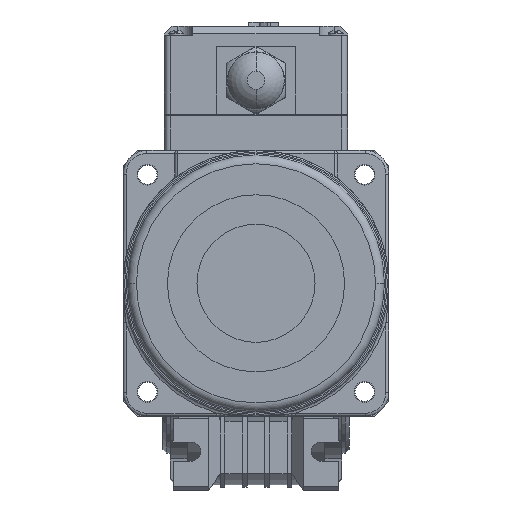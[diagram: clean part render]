
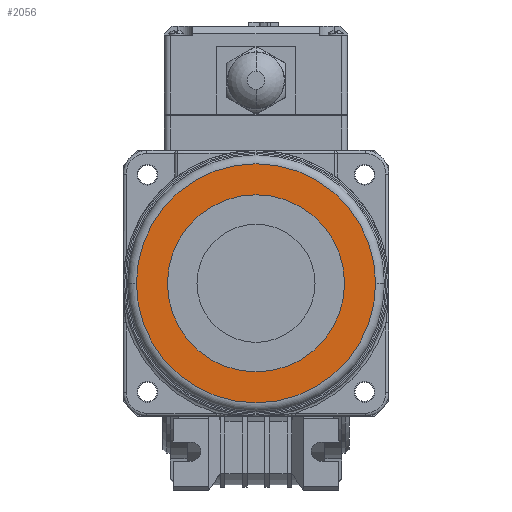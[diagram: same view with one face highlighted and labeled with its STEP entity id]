
A CAD part, front view. The second image highlights one B-rep face of the part: STEP entity #2056.
In plain terms, the highlighted planar face has unit normal (0, -1, 0).
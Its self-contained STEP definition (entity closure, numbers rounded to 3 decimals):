
#961=CIRCLE('',#15693,40.5);
#962=CIRCLE('',#15695,40.5);
#963=CIRCLE('',#15696,30.);
#964=CIRCLE('',#15697,30.);
#1147=FACE_BOUND('',#4127,.T.);
#1148=FACE_BOUND('',#4128,.T.);
#2056=ADVANCED_FACE('',(#1147,#1148),#2554,.F.);
#2554=PLANE('',#15698);
#4127=EDGE_LOOP('',(#10734,#10735));
#4128=EDGE_LOOP('',(#10736,#10737));
#10734=ORIENTED_EDGE('',*,*,#14145,.T.);
#10735=ORIENTED_EDGE('',*,*,#14144,.T.);
#10736=ORIENTED_EDGE('',*,*,#14146,.T.);
#10737=ORIENTED_EDGE('',*,*,#14147,.T.);
#12109=VERTEX_POINT('',#25464);
#12110=VERTEX_POINT('',#25466);
#12111=VERTEX_POINT('',#25471);
#12112=VERTEX_POINT('',#25472);
#14144=EDGE_CURVE('',#12109,#12110,#961,.T.);
#14145=EDGE_CURVE('',#12110,#12109,#962,.T.);
#14146=EDGE_CURVE('',#12111,#12112,#963,.T.);
#14147=EDGE_CURVE('',#12112,#12111,#964,.T.);
#15693=AXIS2_PLACEMENT_3D('',#25467,#19631,#19632);
#15695=AXIS2_PLACEMENT_3D('',#25469,#19635,#19636);
#15696=AXIS2_PLACEMENT_3D('',#25470,#19637,#19638);
#15697=AXIS2_PLACEMENT_3D('',#25473,#19639,#19640);
#15698=AXIS2_PLACEMENT_3D('',#25474,#19641,#19642);
#19631=DIRECTION('',(0.,-1.,0.));
#19632=DIRECTION('',(1.,0.,0.));
#19635=DIRECTION('',(0.,-1.,0.));
#19636=DIRECTION('',(-1.,0.,0.));
#19637=DIRECTION('',(0.,1.,0.));
#19638=DIRECTION('',(-1.,0.,0.));
#19639=DIRECTION('',(0.,1.,0.));
#19640=DIRECTION('',(1.,0.,0.));
#19641=DIRECTION('',(0.,1.,0.));
#19642=DIRECTION('',(-1.,0.,0.));
#25464=CARTESIAN_POINT('',(86.5,0.,-45.));
#25466=CARTESIAN_POINT('',(5.5,0.,-45.));
#25467=CARTESIAN_POINT('',(46.,0.,-45.));
#25469=CARTESIAN_POINT('',(46.,0.,-45.));
#25470=CARTESIAN_POINT('',(46.,0.,-45.));
#25471=CARTESIAN_POINT('',(16.,0.,-45.));
#25472=CARTESIAN_POINT('',(76.,0.,-45.));
#25473=CARTESIAN_POINT('',(46.,0.,-45.));
#25474=CARTESIAN_POINT('',(46.,0.,-45.));
